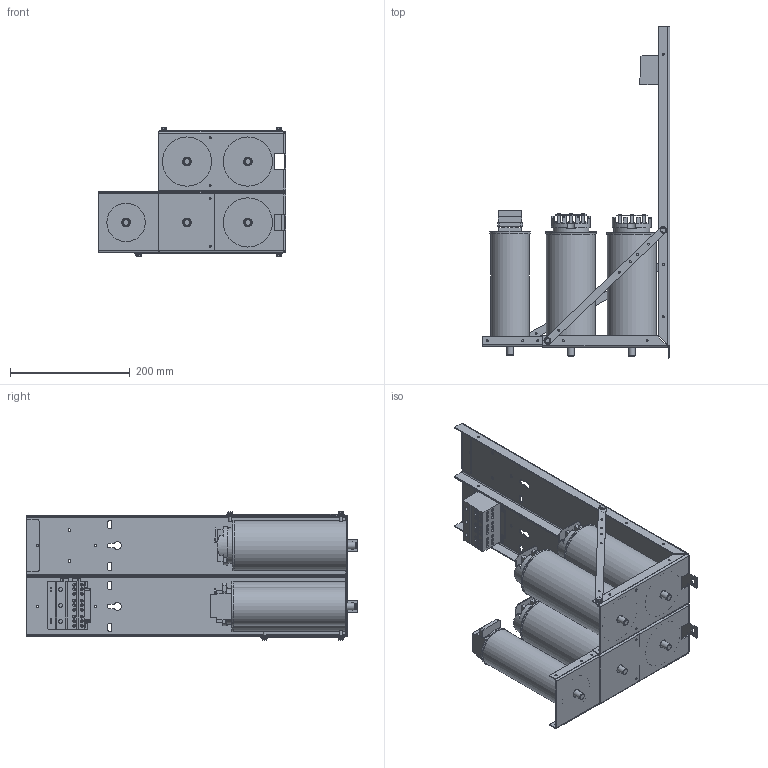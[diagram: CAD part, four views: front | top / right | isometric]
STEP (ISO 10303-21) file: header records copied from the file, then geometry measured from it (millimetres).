
FILE_DESCRIPTION(/* description */ (''),/* implementation_level */ '2;1');
FILE_NAME(/* name */ 'KPCUL045C64.stp',/* time_stamp */ '2020-06-04T14:41:03-05:00',/* author */ ('jnelson'),/* organization */ (''),/* preprocessor_version */ 'ST-DEVELOPER v17',/* originating_system */ 'Autodesk Inventor 2019',/* authorisation */ '');
FILE_SCHEMA (('AUTOMOTIVE_DESIGN { 1 0 10303 214 3 1 1 }'));
Length unit declared in the file: inch
Products named in the file (13): KPCUL045C64 Rev B; MASTER 600V  ASSEMBLY 5 CAPS HOLE TRAY ALTECH 38073 (27934); 27938; 27937; 2555; 27945; 23837; 27943; 27791-A; 25441; 27934; 28567-A; 28568
Assembly tree (22 placements, depth 3):
  KPCUL045C64 Rev B
    MASTER 600V  ASSEMBLY 5 CAPS HOLE TRAY ALTECH 38073 (27934)
      27943  x2
      27791-A  x2
      27938  x2
      27937
      2555  x2
      25441  x4
      27945
      23837
      27934
    28567-A
    28568  x4
Bounding box: 313.31 x 553.72 x 213.74 mm (x, y, z)
Volume: 5395232.9 mm3; surface area: 865368.2 mm2
Topology: 28 solids, 28 shells, 1312 faces, 3533 edges, 2321 vertices
Faces by surface type: plane 901, cylinder 358, torus 29, bspline 24
Full cylindrical faces by diameter (mm): 3.251 x28, 3.556 x22, 3.683 x2, 4.572 x36, 4.597 x4, 4.724 x2, 4.801 x8, 5.08 x24, 6.35 x10, 6.604 x3, 8.128 x12, 10.922 x5, 11.176 x3, 12.7 x2, 14.224 x6, 59.69 x4, 64.008 x2, 67.102 x1, 80.33 x4, 82.042 x4
Entity records: 27750 total; most frequent: CARTESIAN_POINT 8001, ORIENTED_EDGE 4030, DIRECTION 3773, EDGE_CURVE 2015, VERTEX_POINT 1341, AXIS2_PLACEMENT_3D 1265, LINE 1243, VECTOR 1243
